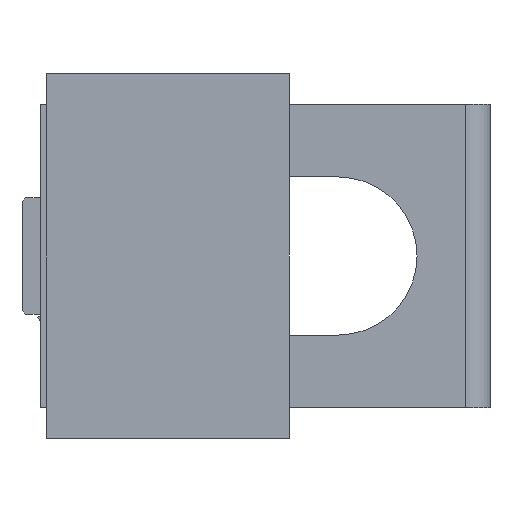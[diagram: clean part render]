
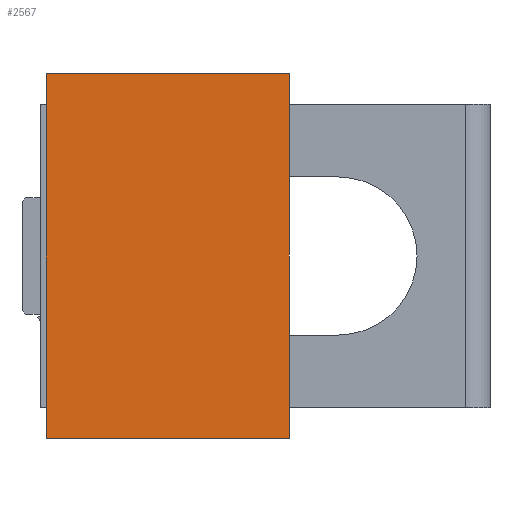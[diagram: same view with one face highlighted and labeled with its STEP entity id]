
A CAD part, left-side view. The second image highlights one B-rep face of the part: STEP entity #2567.
In plain terms, the highlighted planar face has unit normal (-1, 0, 0).
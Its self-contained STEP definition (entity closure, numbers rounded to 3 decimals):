
#134 = CARTESIAN_POINT ( 'NONE',  ( -42.12, 10.879, -20.435 ) ) ;
#240 = CARTESIAN_POINT ( 'NONE',  ( -42.12, 20.879, -35.435 ) ) ;
#440 = VECTOR ( 'NONE', #655, 1000. ) ;
#654 = ORIENTED_EDGE ( 'NONE', *, *, #1096, .F. ) ;
#655 = DIRECTION ( 'NONE',  ( 0., -1., 0. ) ) ;
#786 = CARTESIAN_POINT ( 'NONE',  ( -42.12, 0.879, -35.435 ) ) ;
#802 = EDGE_CURVE ( 'NONE', #2860, #3222, #1107, .T. ) ;
#958 = LINE ( 'NONE', #2555, #440 ) ;
#1001 = CARTESIAN_POINT ( 'NONE',  ( -42.12, 0.879, -35.435 ) ) ;
#1003 = ORIENTED_EDGE ( 'NONE', *, *, #3185, .F. ) ;
#1034 = AXIS2_PLACEMENT_3D ( 'NONE', #134, #1381, #1071 ) ;
#1064 = DIRECTION ( 'NONE',  ( 0., 0., 1. ) ) ;
#1071 = DIRECTION ( 'NONE',  ( 0., 0., 1. ) ) ;
#1096 = EDGE_CURVE ( 'NONE', #3147, #3222, #958, .T. ) ;
#1099 = ORIENTED_EDGE ( 'NONE', *, *, #802, .T. ) ;
#1107 = LINE ( 'NONE', #786, #1616 ) ;
#1278 = CARTESIAN_POINT ( 'NONE',  ( -42.12, 20.879, -5.435 ) ) ;
#1381 = DIRECTION ( 'NONE',  ( -1., 0., 0. ) ) ;
#1489 = DIRECTION ( 'NONE',  ( 0., -1., 0. ) ) ;
#1616 = VECTOR ( 'NONE', #1064, 1000. ) ;
#1690 = PLANE ( 'NONE',  #1034 ) ;
#1805 = ORIENTED_EDGE ( 'NONE', *, *, #3957, .T. ) ;
#1935 = DIRECTION ( 'NONE',  ( 0., 0., 1. ) ) ;
#2095 = EDGE_LOOP ( 'NONE', ( #1805, #1099, #654, #1003 ) ) ;
#2555 = CARTESIAN_POINT ( 'NONE',  ( -42.12, 20.879, -5.435 ) ) ;
#2567 = ADVANCED_FACE ( 'NONE', ( #3578 ), #1690, .T. ) ;
#2677 = VERTEX_POINT ( 'NONE', #3670 ) ;
#2809 = CARTESIAN_POINT ( 'NONE',  ( -42.12, 20.879, -35.435 ) ) ;
#2860 = VERTEX_POINT ( 'NONE', #1001 ) ;
#2894 = CARTESIAN_POINT ( 'NONE',  ( -42.12, 0.879, -5.435 ) ) ;
#3022 = VECTOR ( 'NONE', #1489, 1000. ) ;
#3147 = VERTEX_POINT ( 'NONE', #1278 ) ;
#3185 = EDGE_CURVE ( 'NONE', #2677, #3147, #3768, .T. ) ;
#3222 = VERTEX_POINT ( 'NONE', #2894 ) ;
#3334 = LINE ( 'NONE', #240, #3022 ) ;
#3405 = VECTOR ( 'NONE', #1935, 1000. ) ;
#3578 = FACE_OUTER_BOUND ( 'NONE', #2095, .T. ) ;
#3670 = CARTESIAN_POINT ( 'NONE',  ( -42.12, 20.879, -35.435 ) ) ;
#3768 = LINE ( 'NONE', #2809, #3405 ) ;
#3957 = EDGE_CURVE ( 'NONE', #2677, #2860, #3334, .T. ) ;
